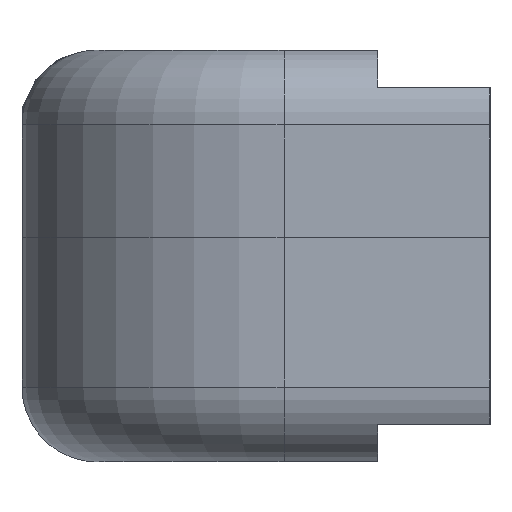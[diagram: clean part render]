
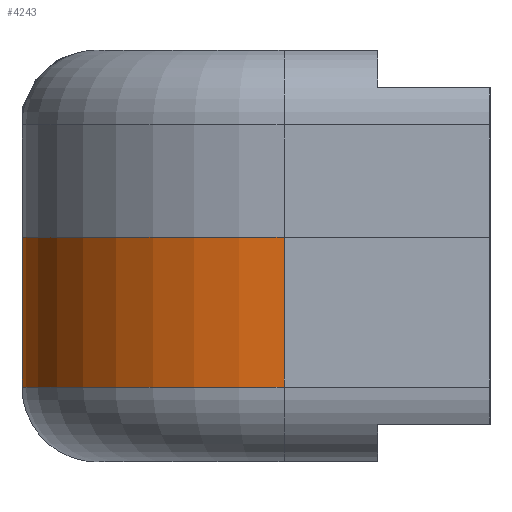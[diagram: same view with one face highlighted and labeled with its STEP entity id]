
A CAD part, left-side view. The second image highlights one B-rep face of the part: STEP entity #4243.
In plain terms, the highlighted cylindrical face has radius 7 mm (diameter 14 mm), a partial arc.
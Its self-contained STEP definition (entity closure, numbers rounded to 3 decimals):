
#3747=CARTESIAN_POINT('',(-80.,43.5,0.));
#3748=VERTEX_POINT('',#3747);
#3755=CARTESIAN_POINT('',(-80.,43.5,4.));
#3756=VERTEX_POINT('',#3755);
#3757=CARTESIAN_POINT('',(-80.,43.5,0.));
#3758=DIRECTION('',(0.,0.,1.));
#3759=VECTOR('',#3758,4.);
#3760=LINE('',#3757,#3759);
#3761=EDGE_CURVE('',#3748,#3756,#3760,.T.);
#3798=CARTESIAN_POINT('',(-87.,36.5,4.));
#3799=VERTEX_POINT('',#3798);
#3800=CARTESIAN_POINT('',(-87.,36.5,0.));
#3801=VERTEX_POINT('',#3800);
#3802=CARTESIAN_POINT('',(-87.,36.5,4.));
#3803=DIRECTION('',(-0.,-0.,-1.));
#3804=VECTOR('',#3803,4.);
#3805=LINE('',#3802,#3804);
#3806=EDGE_CURVE('',#3799,#3801,#3805,.T.);
#4023=CARTESIAN_POINT('',(-80.,36.5,4.));
#4024=DIRECTION('',(-0.,-0.,1.));
#4025=DIRECTION('',(-1.,0.,0.));
#4026=AXIS2_PLACEMENT_3D('',#4023,#4024,#4025);
#4027=CIRCLE('',#4026,7.);
#4028=EDGE_CURVE('',#3756,#3799,#4027,.T.);
#4226=CARTESIAN_POINT('',(-80.,36.5,8.));
#4227=DIRECTION('',(0.,0.,1.));
#4228=DIRECTION('',(1.,0.,-0.));
#4229=AXIS2_PLACEMENT_3D('',#4226,#4227,#4228);
#4230=CYLINDRICAL_SURFACE('',#4229,7.);
#4231=ORIENTED_EDGE('',*,*,#3761,.F.);
#4232=CARTESIAN_POINT('',(-80.,36.5,0.));
#4233=DIRECTION('',(0.,0.,1.));
#4234=DIRECTION('',(1.,0.,-0.));
#4235=AXIS2_PLACEMENT_3D('',#4232,#4233,#4234);
#4236=CIRCLE('',#4235,7.);
#4237=EDGE_CURVE('',#3748,#3801,#4236,.T.);
#4238=ORIENTED_EDGE('',*,*,#4237,.T.);
#4239=ORIENTED_EDGE('',*,*,#3806,.F.);
#4240=ORIENTED_EDGE('',*,*,#4028,.F.);
#4241=EDGE_LOOP('',(#4231,#4238,#4239,#4240));
#4242=FACE_BOUND('',#4241,.T.);
#4243=ADVANCED_FACE('',(#4242),#4230,.T.);
